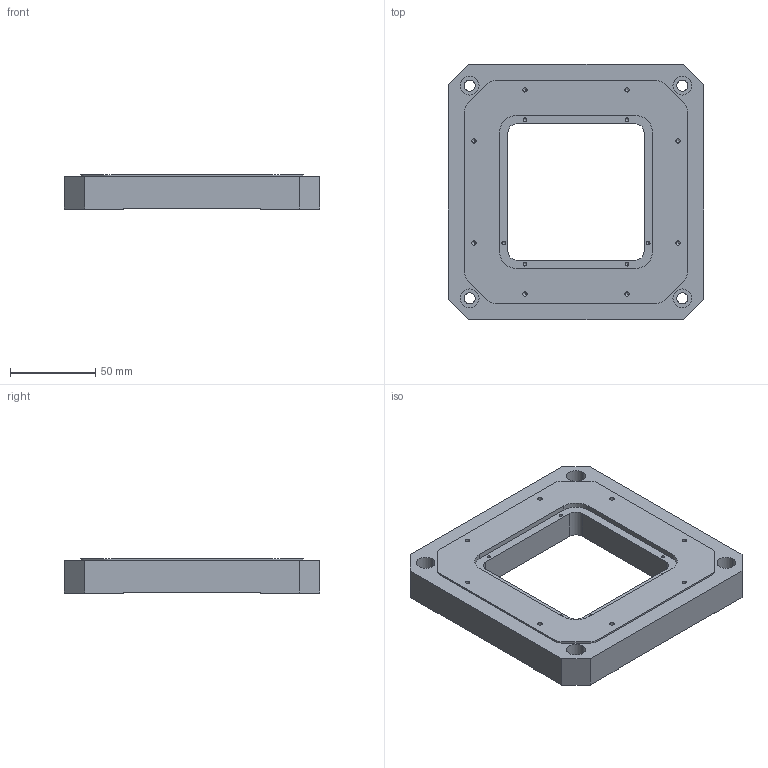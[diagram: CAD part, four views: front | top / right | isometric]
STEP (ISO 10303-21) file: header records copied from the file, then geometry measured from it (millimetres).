
FILE_DESCRIPTION (( 'STEP AP203' ), '1' );
FILE_NAME ('P51-B1俋倛芞.STEP', '2019-11-28T03:04:29', ( '' ), ( '' ), 'SwSTEP 2.0', 'SolidWorks 2016', '' );
FILE_SCHEMA (( 'CONFIG_CONTROL_DESIGN' ));
Products named in the file (1): P51-B1俋倛芞
Bounding box: 150.02 x 150 x 20 mm (x, y, z)
Volume: 290646.1 mm3; surface area: 55395 mm2
Topology: 1 solids, 3 shells, 1034 faces, 2780 edges, 1830 vertices
Faces by surface type: plane 538, bspline 382, cylinder 86, cone 28
Entity records: 44063 total; most frequent: CARTESIAN_POINT 20663, ORIENTED_EDGE 5504, DIRECTION 3468, EDGE_CURVE 2752, VERTEX_POINT 1830, VECTOR 1814, LINE 1814, EDGE_LOOP 1150
